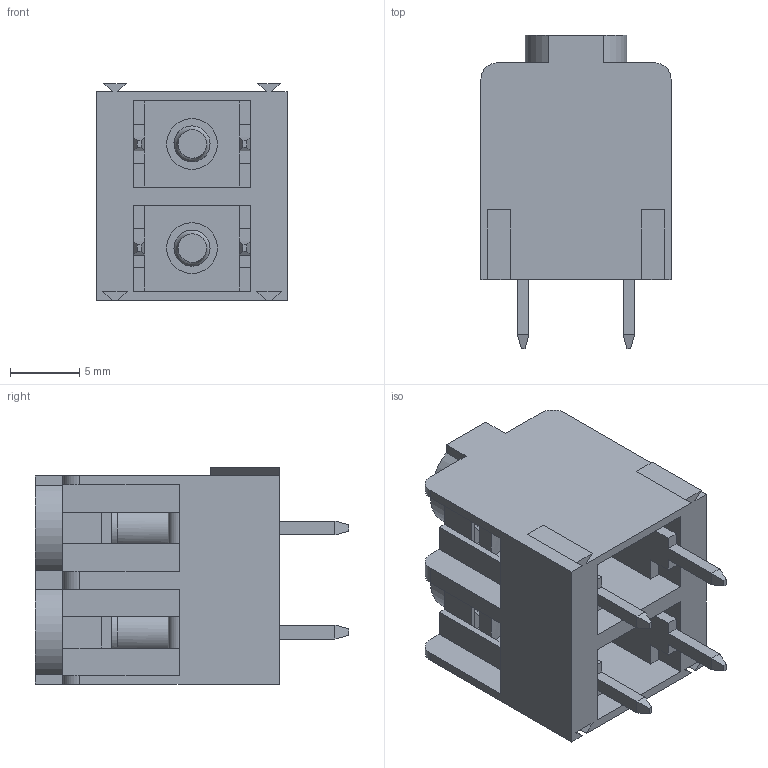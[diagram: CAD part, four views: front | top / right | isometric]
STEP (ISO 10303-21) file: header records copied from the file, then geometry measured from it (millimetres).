
FILE_DESCRIPTION(('STEP AP214'),'1');
FILE_NAME('MT172-7,5-WC.stp','2024-07-29T14:10:56',(' '),(' '),'Spatial InterOp 3D',' ',' ');
FILE_SCHEMA(('AUTOMOTIVE_DESIGN { 1 0 10303 214 1 1 1 1 }'));
Length unit declared in the file: metre
Products named in the file (1): 1722261562
Bounding box: 13.7 x 22.6 x 15.58 mm (x, y, z)
Volume: 1656.8 mm3; surface area: 3314.4 mm2
Topology: 1 solids, 1 shells, 390 faces, 1151 edges, 763 vertices
Faces by surface type: plane 332, cylinder 48, bspline 4, cone 2, torus 2, extrusion 2
Full cylindrical faces by diameter (mm): 2.05 x2, 2.6 x2, 3 x2, 3.3 x2, 3.65 x2, 5.5 x2, 5.9 x2
Entity records: 16290 total; most frequent: CARTESIAN_POINT 3027, ORIENTED_EDGE 2234, DIRECTION 1890, EDGE_CURVE 1117, VECTOR 876, LINE 874, VERTEX_POINT 747, AXIS2_PLACEMENT_3D 507
